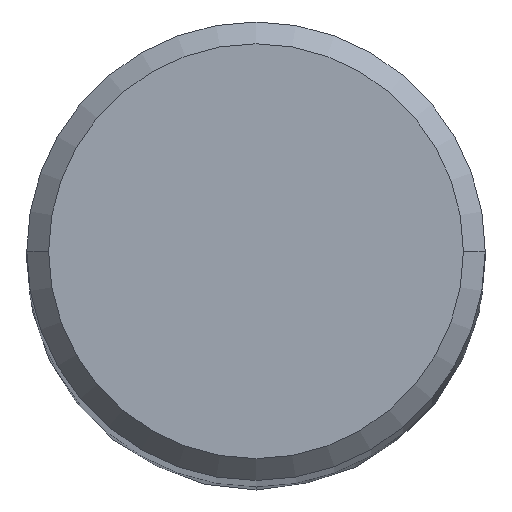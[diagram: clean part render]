
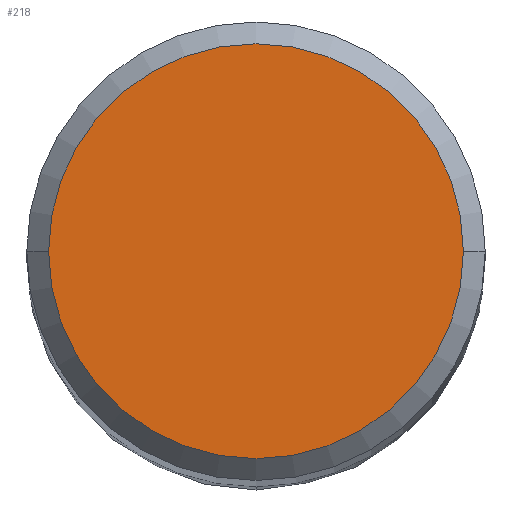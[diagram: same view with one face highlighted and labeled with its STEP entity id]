
A CAD part, top view. The second image highlights one B-rep face of the part: STEP entity #218.
In plain terms, the highlighted planar face has unit normal (0, 0, 1).
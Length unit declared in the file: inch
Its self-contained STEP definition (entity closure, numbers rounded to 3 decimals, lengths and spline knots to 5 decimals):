
#10 = CIRCLE ( 'NONE', #117, 0.14248 ) ;
#15 = PLANE ( 'NONE',  #176 ) ;
#33 = ORIENTED_EDGE ( 'NONE', *, *, #161, .T. ) ;
#47 = DIRECTION ( 'NONE',  ( 1., 0., 0. ) ) ;
#49 = DIRECTION ( 'NONE',  ( 1., 0., 0. ) ) ;
#62 = DIRECTION ( 'NONE',  ( 0., 0., 1. ) ) ;
#66 = CIRCLE ( 'NONE', #157, 0.14248 ) ;
#79 = CARTESIAN_POINT ( 'NONE',  ( 0.14248, 0., 3.93701 ) ) ;
#86 = EDGE_LOOP ( 'NONE', ( #114, #33 ) ) ;
#114 = ORIENTED_EDGE ( 'NONE', *, *, #128, .T. ) ;
#117 = AXIS2_PLACEMENT_3D ( 'NONE', #288, #156, #49 ) ;
#128 = EDGE_CURVE ( 'NONE', #179, #215, #66, .T. ) ;
#156 = DIRECTION ( 'NONE',  ( 0., 0., 1. ) ) ;
#157 = AXIS2_PLACEMENT_3D ( 'NONE', #206, #238, #47 ) ;
#161 = EDGE_CURVE ( 'NONE', #215, #179, #10, .T. ) ;
#176 = AXIS2_PLACEMENT_3D ( 'NONE', #225, #62, #303 ) ;
#179 = VERTEX_POINT ( 'NONE', #286 ) ;
#187 = FACE_OUTER_BOUND ( 'NONE', #86, .T. ) ;
#206 = CARTESIAN_POINT ( 'NONE',  ( 0., 0., 3.93701 ) ) ;
#215 = VERTEX_POINT ( 'NONE', #79 ) ;
#218 = ADVANCED_FACE ( 'NONE', ( #187 ), #15, .T. ) ;
#225 = CARTESIAN_POINT ( 'NONE',  ( 0., 0., 3.93701 ) ) ;
#238 = DIRECTION ( 'NONE',  ( 0., 0., 1. ) ) ;
#286 = CARTESIAN_POINT ( 'NONE',  ( -0.14248, 0., 3.93701 ) ) ;
#288 = CARTESIAN_POINT ( 'NONE',  ( 0., 0., 3.93701 ) ) ;
#303 = DIRECTION ( 'NONE',  ( 1., 0., 0. ) ) ;
